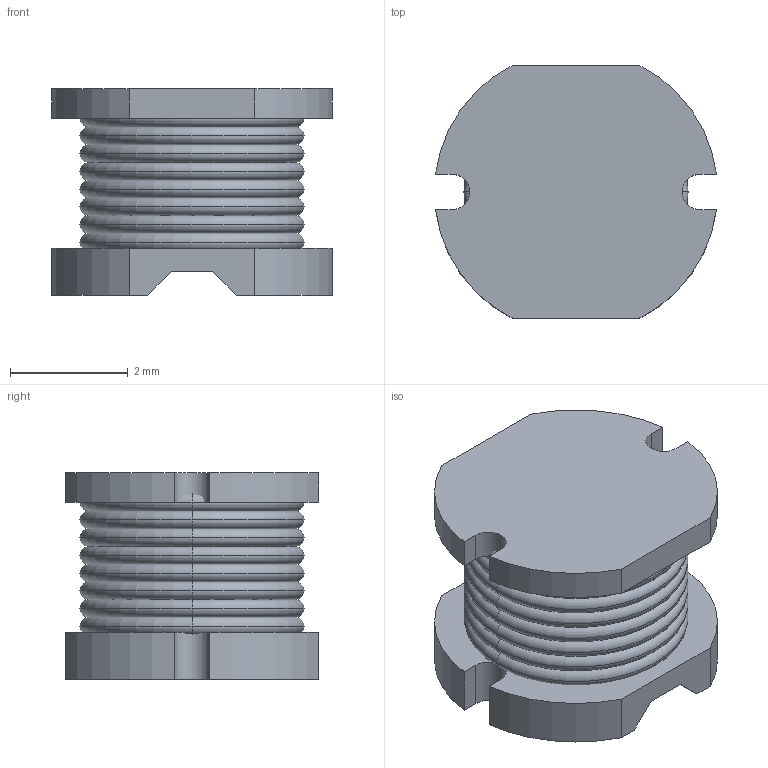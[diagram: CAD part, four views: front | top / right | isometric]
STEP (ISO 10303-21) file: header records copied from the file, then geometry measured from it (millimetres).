
FILE_DESCRIPTION((''),'2;1');
FILE_NAME('IND_BOURNS_PM43.stp','2011-05-17T09:50:18',(''),(''),'Mechanical Desktop 2011','Mechanical Desktop 2011',', , ');
FILE_SCHEMA(('AUTOMOTIVE_DESIGN { 1 2 10303 214 1 1 1 1 }'));
Length unit declared in the file: millimetre
Products named in the file (1): Product
Bounding box: 4.76 x 4.3 x 3.5 mm (x, y, z)
Volume: 26.1 mm3; surface area: 172.2 mm2
Topology: 10 solids, 10 shells, 64 faces, 149 edges, 89 vertices
Faces by surface type: torus 32, plane 20, cylinder 12
Entity records: 1913 total; most frequent: DIRECTION 368, CARTESIAN_POINT 302, ORIENTED_EDGE 296, AXIS2_PLACEMENT_3D 154, EDGE_CURVE 148, CIRCLE 89, VERTEX_POINT 88, EDGE_LOOP 64
